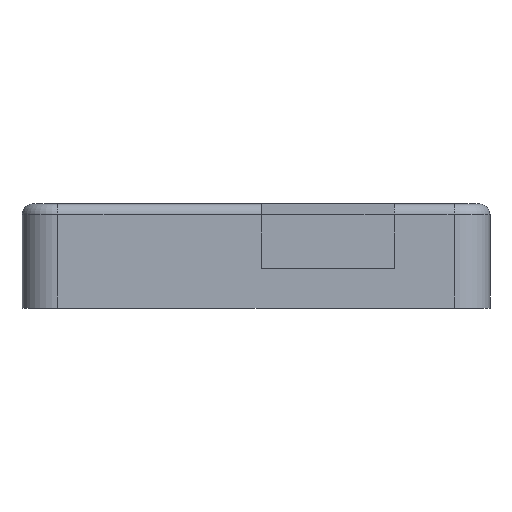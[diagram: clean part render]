
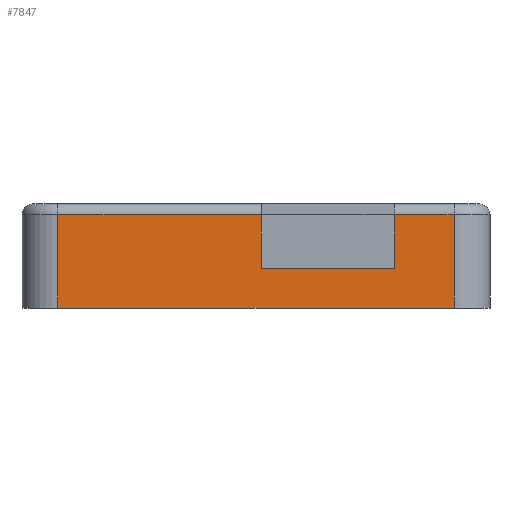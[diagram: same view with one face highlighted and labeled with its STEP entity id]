
A CAD part, left-side view. The second image highlights one B-rep face of the part: STEP entity #7847.
In plain terms, the highlighted planar face has unit normal (-1, 0, 0).
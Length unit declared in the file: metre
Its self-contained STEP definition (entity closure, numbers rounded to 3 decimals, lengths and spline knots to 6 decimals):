
#677=LINE('',#11421,#1287);
#724=LINE('',#11761,#1334);
#730=LINE('',#11771,#1340);
#735=LINE('',#11817,#1345);
#736=LINE('',#11818,#1346);
#737=LINE('',#11819,#1347);
#738=LINE('',#11821,#1348);
#739=LINE('',#11823,#1349);
#1287=VECTOR('',#9361,1.);
#1334=VECTOR('',#9492,1.);
#1340=VECTOR('',#9498,1.);
#1345=VECTOR('',#9555,1.);
#1346=VECTOR('',#9556,1.);
#1347=VECTOR('',#9557,1.);
#1348=VECTOR('',#9558,1.);
#1349=VECTOR('',#9559,1.);
#2351=ORIENTED_EDGE('',*,*,#4453,.F.);
#2352=ORIENTED_EDGE('',*,*,#4477,.T.);
#2353=ORIENTED_EDGE('',*,*,#4326,.T.);
#2354=ORIENTED_EDGE('',*,*,#4478,.T.);
#2355=ORIENTED_EDGE('',*,*,#4459,.F.);
#2356=ORIENTED_EDGE('',*,*,#4479,.F.);
#2357=ORIENTED_EDGE('',*,*,#4480,.F.);
#2358=ORIENTED_EDGE('',*,*,#4481,.T.);
#4326=EDGE_CURVE('',#5430,#5431,#677,.T.);
#4453=EDGE_CURVE('',#5557,#5558,#724,.T.);
#4459=EDGE_CURVE('',#5561,#5562,#730,.T.);
#4477=EDGE_CURVE('',#5557,#5430,#735,.T.);
#4478=EDGE_CURVE('',#5431,#5562,#736,.F.);
#4479=EDGE_CURVE('',#5577,#5561,#737,.T.);
#4480=EDGE_CURVE('',#5578,#5577,#738,.T.);
#4481=EDGE_CURVE('',#5578,#5558,#739,.T.);
#5430=VERTEX_POINT('',#11422);
#5431=VERTEX_POINT('',#11423);
#5557=VERTEX_POINT('',#11760);
#5558=VERTEX_POINT('',#11762);
#5561=VERTEX_POINT('',#11770);
#5562=VERTEX_POINT('',#11772);
#5577=VERTEX_POINT('',#11820);
#5578=VERTEX_POINT('',#11822);
#6479=EDGE_LOOP('',(#2351,#2352,#2353,#2354,#2355,#2356,#2357,#2358));
#7113=FACE_BOUND('',#6479,.T.);
#7648=PLANE('',#8464);
#7847=ADVANCED_FACE('',(#7113),#7648,.F.);
#8464=AXIS2_PLACEMENT_3D('',#11816,#9553,#9554);
#9361=DIRECTION('',(0.,-1.,0.));
#9492=DIRECTION('',(0.,-1.,0.));
#9498=DIRECTION('',(0.,-1.,0.));
#9553=DIRECTION('',(1.,0.,0.));
#9554=DIRECTION('',(0.,1.,0.));
#9555=DIRECTION('',(0.,0.,-1.));
#9556=DIRECTION('',(0.,0.,-1.));
#9557=DIRECTION('',(0.,0.,1.));
#9558=DIRECTION('',(0.,-1.,0.));
#9559=DIRECTION('',(0.,0.,1.));
#11421=CARTESIAN_POINT('',(-0.05655,-0.0005,0.));
#11422=CARTESIAN_POINT('',(-0.05655,0.0271,0.));
#11423=CARTESIAN_POINT('',(-0.05655,-0.0281,0.));
#11760=CARTESIAN_POINT('',(-0.05655,0.0271,0.013));
#11761=CARTESIAN_POINT('',(-0.05655,-0.0005,0.013));
#11762=CARTESIAN_POINT('',(-0.05655,-0.00125,0.013));
#11770=CARTESIAN_POINT('',(-0.05655,-0.01975,0.013));
#11771=CARTESIAN_POINT('',(-0.05655,-0.0005,0.013));
#11772=CARTESIAN_POINT('',(-0.05655,-0.0281,0.013));
#11816=CARTESIAN_POINT('',(-0.05655,-0.0005,0.013));
#11817=CARTESIAN_POINT('',(-0.05655,0.0271,0.));
#11818=CARTESIAN_POINT('',(-0.05655,-0.0281,0.013));
#11819=CARTESIAN_POINT('',(-0.05655,-0.01975,0.0055));
#11820=CARTESIAN_POINT('',(-0.05655,-0.01975,0.0055));
#11821=CARTESIAN_POINT('',(-0.05655,-0.0005,0.0055));
#11822=CARTESIAN_POINT('',(-0.05655,-0.00125,0.0055));
#11823=CARTESIAN_POINT('',(-0.05655,-0.00125,0.0055));
